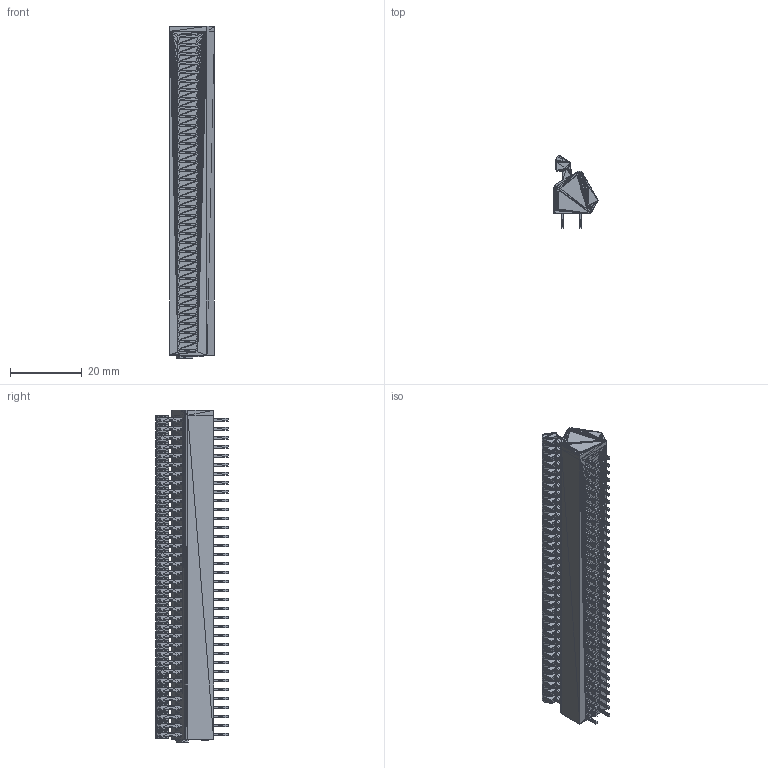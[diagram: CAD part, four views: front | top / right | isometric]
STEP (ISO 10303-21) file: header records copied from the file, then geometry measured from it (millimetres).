
FILE_DESCRIPTION((''),'2;1');
FILE_NAME('233-236', '2025-11-18T15:15:20', (''), (''), 'ImageToStl.com STEP Converter','', '');
FILE_SCHEMA(('AUTOMOTIVE_DESIGN_CC2'));
Length unit declared in the file: metre
Products named in the file (1): product0
Bounding box: 12.32 x 20.06 x 92.3 mm (x, y, z)
Surface area: 8369 mm2 (no closed solid volume)
Topology: 0 solids, 15574 shells, 15574 faces, 46722 edges, 7861 vertices
Faces by surface type: plane 15574
Entity records: 358378 total; most frequent: DIRECTION 77872, ORIENTED_EDGE 46722, EDGE_CURVE 46722, LINE 46722, VECTOR 46722, AXIS2_PLACEMENT_3D 15575, FACE_SURFACE 15574, PLANE 15574
